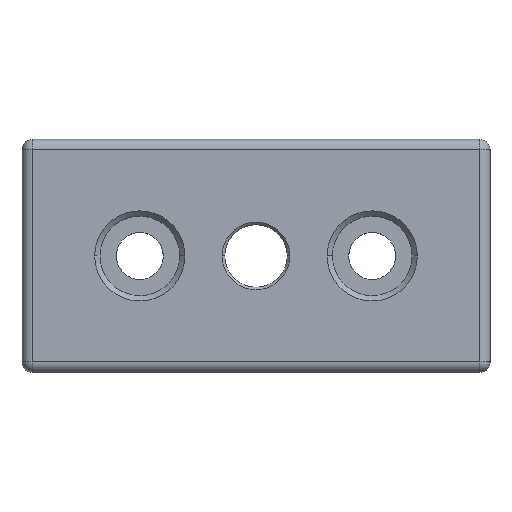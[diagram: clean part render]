
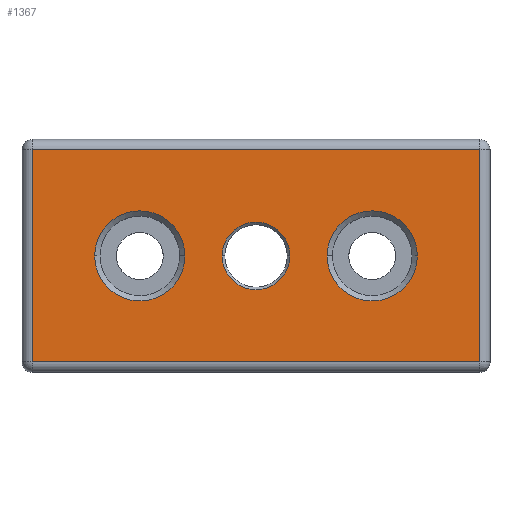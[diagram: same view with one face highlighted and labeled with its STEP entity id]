
A CAD part, top view. The second image highlights one B-rep face of the part: STEP entity #1367.
In plain terms, the highlighted planar face has unit normal (0, 0, 1).
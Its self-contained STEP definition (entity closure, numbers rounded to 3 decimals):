
#28 = DIRECTION ( 'NONE',  ( -1., 0., 0. ) ) ;
#87 = CIRCLE ( 'NONE', #1867, 8.65 ) ;
#162 = VERTEX_POINT ( 'NONE', #2359 ) ;
#177 = CARTESIAN_POINT ( 'NONE',  ( 38.4, 22.35, 16. ) ) ;
#199 = EDGE_CURVE ( 'NONE', #1185, #3374, #376, .T. ) ;
#294 = DIRECTION ( 'NONE',  ( 0., 0., -1. ) ) ;
#327 = EDGE_CURVE ( 'NONE', #162, #1185, #2132, .T. ) ;
#329 = VERTEX_POINT ( 'NONE', #2813 ) ;
#355 = CARTESIAN_POINT ( 'NONE',  ( 87.8, 2., 16. ) ) ;
#373 = CARTESIAN_POINT ( 'NONE',  ( 0., 0., 16. ) ) ;
#376 = LINE ( 'NONE', #2675, #2977 ) ;
#491 = DIRECTION ( 'NONE',  ( -1., 0., 0. ) ) ;
#517 = VERTEX_POINT ( 'NONE', #953 ) ;
#594 = DIRECTION ( 'NONE',  ( 0., 0., -1. ) ) ;
#607 = CARTESIAN_POINT ( 'NONE',  ( 2., 0., 16. ) ) ;
#672 = VERTEX_POINT ( 'NONE', #716 ) ;
#702 = VECTOR ( 'NONE', #1684, 1000. ) ;
#716 = CARTESIAN_POINT ( 'NONE',  ( 51.4, 22.35, 16. ) ) ;
#759 = DIRECTION ( 'NONE',  ( 0., 0., -1. ) ) ;
#822 = CIRCLE ( 'NONE', #2240, 8.65 ) ;
#833 = VECTOR ( 'NONE', #923, 1000. ) ;
#849 = CARTESIAN_POINT ( 'NONE',  ( 22.6, 22.35, 16. ) ) ;
#863 = DIRECTION ( 'NONE',  ( 0., -1., 0. ) ) ;
#903 = DIRECTION ( 'NONE',  ( -1., 0., 0. ) ) ;
#920 = EDGE_CURVE ( 'NONE', #1487, #162, #1081, .T. ) ;
#923 = DIRECTION ( 'NONE',  ( -1., 0., 0. ) ) ;
#928 = PLANE ( 'NONE',  #2800 ) ;
#953 = CARTESIAN_POINT ( 'NONE',  ( 13.95, 22.35, 16. ) ) ;
#975 = AXIS2_PLACEMENT_3D ( 'NONE', #2676, #2930, #1869 ) ;
#1023 = EDGE_LOOP ( 'NONE', ( #2293, #2292, #2662, #1340 ) ) ;
#1064 = FACE_BOUND ( 'NONE', #3366, .T. ) ;
#1081 = LINE ( 'NONE', #607, #2123 ) ;
#1150 = CARTESIAN_POINT ( 'NONE',  ( 44.9, 22.35, 16. ) ) ;
#1155 = FACE_OUTER_BOUND ( 'NONE', #1023, .T. ) ;
#1185 = VERTEX_POINT ( 'NONE', #355 ) ;
#1206 = EDGE_LOOP ( 'NONE', ( #1764, #2763 ) ) ;
#1228 = CARTESIAN_POINT ( 'NONE',  ( 31.25, 22.35, 16. ) ) ;
#1304 = CIRCLE ( 'NONE', #2807, 6.5 ) ;
#1340 = ORIENTED_EDGE ( 'NONE', *, *, #327, .T. ) ;
#1367 = ADVANCED_FACE ( 'NONE', ( #1155, #2305, #1064, #1899 ), #928, .F. ) ;
#1375 = DIRECTION ( 'NONE',  ( -1., 0., 0. ) ) ;
#1412 = DIRECTION ( 'NONE',  ( 0., 0., -1. ) ) ;
#1425 = VERTEX_POINT ( 'NONE', #1228 ) ;
#1487 = VERTEX_POINT ( 'NONE', #3386 ) ;
#1498 = EDGE_LOOP ( 'NONE', ( #2657, #3345 ) ) ;
#1511 = LINE ( 'NONE', #2550, #833 ) ;
#1585 = CARTESIAN_POINT ( 'NONE',  ( 67.2, 22.35, 16. ) ) ;
#1684 = DIRECTION ( 'NONE',  ( 1., 0., 0. ) ) ;
#1695 = DIRECTION ( 'NONE',  ( 0., 0., -1. ) ) ;
#1764 = ORIENTED_EDGE ( 'NONE', *, *, #2502, .T. ) ;
#1822 = DIRECTION ( 'NONE',  ( -1., 0., 0. ) ) ;
#1841 = CARTESIAN_POINT ( 'NONE',  ( 87.8, 42.7, 16. ) ) ;
#1867 = AXIS2_PLACEMENT_3D ( 'NONE', #3406, #2310, #491 ) ;
#1869 = DIRECTION ( 'NONE',  ( -1., 0., 0. ) ) ;
#1899 = FACE_BOUND ( 'NONE', #1206, .T. ) ;
#1921 = EDGE_CURVE ( 'NONE', #3374, #1487, #1511, .T. ) ;
#1944 = CIRCLE ( 'NONE', #975, 8.65 ) ;
#2009 = CIRCLE ( 'NONE', #3167, 6.5 ) ;
#2086 = AXIS2_PLACEMENT_3D ( 'NONE', #1585, #759, #1822 ) ;
#2103 = CARTESIAN_POINT ( 'NONE',  ( 75.85, 22.35, 16. ) ) ;
#2104 = VERTEX_POINT ( 'NONE', #177 ) ;
#2123 = VECTOR ( 'NONE', #863, 1000. ) ;
#2132 = LINE ( 'NONE', #3283, #702 ) ;
#2144 = EDGE_CURVE ( 'NONE', #329, #2759, #2513, .T. ) ;
#2215 = EDGE_CURVE ( 'NONE', #2104, #672, #2009, .T. ) ;
#2240 = AXIS2_PLACEMENT_3D ( 'NONE', #849, #594, #1375 ) ;
#2292 = ORIENTED_EDGE ( 'NONE', *, *, #1921, .T. ) ;
#2293 = ORIENTED_EDGE ( 'NONE', *, *, #199, .T. ) ;
#2305 = FACE_BOUND ( 'NONE', #1498, .T. ) ;
#2310 = DIRECTION ( 'NONE',  ( 0., 0., -1. ) ) ;
#2359 = CARTESIAN_POINT ( 'NONE',  ( 2., 2., 16. ) ) ;
#2380 = ORIENTED_EDGE ( 'NONE', *, *, #3314, .T. ) ;
#2385 = DIRECTION ( 'NONE',  ( 0., 1., 0. ) ) ;
#2502 = EDGE_CURVE ( 'NONE', #1425, #517, #822, .T. ) ;
#2513 = CIRCLE ( 'NONE', #2086, 8.65 ) ;
#2539 = EDGE_CURVE ( 'NONE', #672, #2104, #1304, .T. ) ;
#2550 = CARTESIAN_POINT ( 'NONE',  ( 0., 42.7, 16. ) ) ;
#2657 = ORIENTED_EDGE ( 'NONE', *, *, #2539, .T. ) ;
#2662 = ORIENTED_EDGE ( 'NONE', *, *, #920, .T. ) ;
#2675 = CARTESIAN_POINT ( 'NONE',  ( 87.8, 0., 16. ) ) ;
#2676 = CARTESIAN_POINT ( 'NONE',  ( 22.6, 22.35, 16. ) ) ;
#2759 = VERTEX_POINT ( 'NONE', #2103 ) ;
#2763 = ORIENTED_EDGE ( 'NONE', *, *, #2859, .T. ) ;
#2800 = AXIS2_PLACEMENT_3D ( 'NONE', #373, #1695, #903 ) ;
#2807 = AXIS2_PLACEMENT_3D ( 'NONE', #1150, #1412, #3278 ) ;
#2813 = CARTESIAN_POINT ( 'NONE',  ( 58.55, 22.35, 16. ) ) ;
#2859 = EDGE_CURVE ( 'NONE', #517, #1425, #1944, .T. ) ;
#2930 = DIRECTION ( 'NONE',  ( 0., 0., -1. ) ) ;
#2977 = VECTOR ( 'NONE', #2385, 1000. ) ;
#3001 = CARTESIAN_POINT ( 'NONE',  ( 44.9, 22.35, 16. ) ) ;
#3021 = ORIENTED_EDGE ( 'NONE', *, *, #2144, .T. ) ;
#3167 = AXIS2_PLACEMENT_3D ( 'NONE', #3001, #294, #28 ) ;
#3278 = DIRECTION ( 'NONE',  ( -1., 0., 0. ) ) ;
#3283 = CARTESIAN_POINT ( 'NONE',  ( 0., 2., 16. ) ) ;
#3314 = EDGE_CURVE ( 'NONE', #2759, #329, #87, .T. ) ;
#3345 = ORIENTED_EDGE ( 'NONE', *, *, #2215, .T. ) ;
#3366 = EDGE_LOOP ( 'NONE', ( #2380, #3021 ) ) ;
#3374 = VERTEX_POINT ( 'NONE', #1841 ) ;
#3386 = CARTESIAN_POINT ( 'NONE',  ( 2., 42.7, 16. ) ) ;
#3406 = CARTESIAN_POINT ( 'NONE',  ( 67.2, 22.35, 16. ) ) ;
